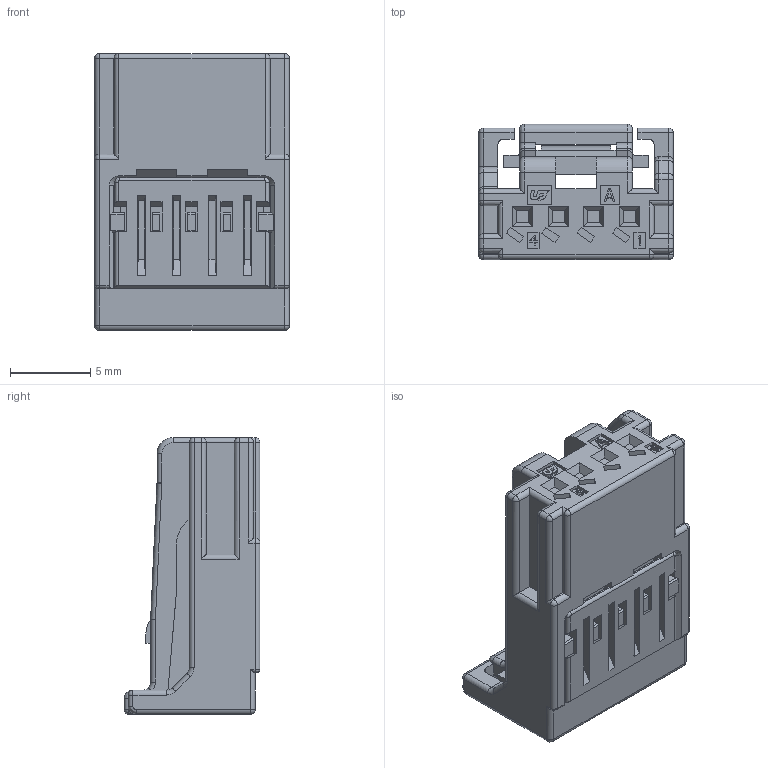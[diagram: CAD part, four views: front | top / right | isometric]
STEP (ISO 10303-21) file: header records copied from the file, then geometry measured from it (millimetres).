
FILE_DESCRIPTION((''),'2;1');
FILE_NAME('025_4F_HSG_A','2023-01-05T13:49:37',('jhryu'),(''),'CREO PARAMETRIC BY PTC INC, 2017380','CREO PARAMETRIC BY PTC INC, 2017380','');
FILE_SCHEMA(('CONFIG_CONTROL_DESIGN'));
Length unit declared in the file: millimetre
Products named in the file (1): 025_4F_HSG_A
Bounding box: 12.1 x 8.45 x 17.2 mm (x, y, z)
Volume: 1013.8 mm3; surface area: 1297.4 mm2
Topology: 1 solids, 1 shells, 587 faces, 1582 edges, 1009 vertices
Faces by surface type: plane 411, cylinder 129, sphere 17, torus 14, bspline 12, cone 4
Entity records: 18527 total; most frequent: CARTESIAN_POINT 3751, ORIENTED_EDGE 3164, DIRECTION 2894, EDGE_CURVE 1582, VECTOR 1296, LINE 1296, VERTEX_POINT 1009, AXIS2_PLACEMENT_3D 799
